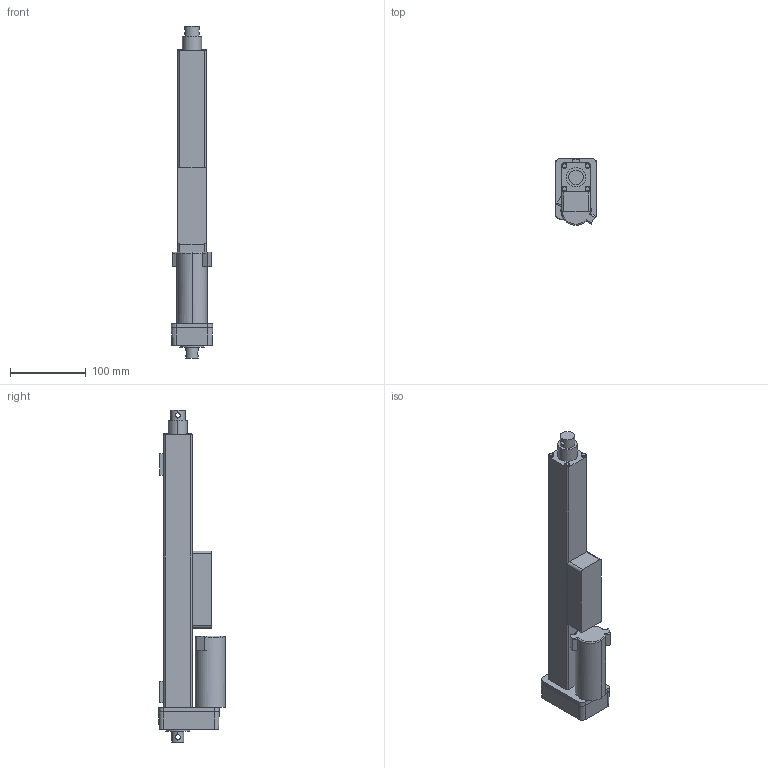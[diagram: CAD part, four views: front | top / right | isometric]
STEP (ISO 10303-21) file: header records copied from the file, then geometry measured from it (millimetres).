
FILE_DESCRIPTION (( 'STEP AP203' ), '1' );
FILE_NAME ('6530K113.step', '2014-05-30T18:24:28', ( '' ), ( '' ), 'SwSTEP 2.0', 'SolidWorks 2012', '' );
FILE_SCHEMA (( 'CONFIG_CONTROL_DESIGN' ));
Length unit declared in the file: inch
Products named in the file (1): 6530K113
Bounding box: 54.61 x 88.27 x 438.15 mm (x, y, z)
Volume: 879723.3 mm3; surface area: 108769.5 mm2
Topology: 10 solids, 10 shells, 109 faces, 238 edges, 149 vertices
Faces by surface type: plane 60, cylinder 30, torus 11, cone 8
Entity records: 3317 total; most frequent: CARTESIAN_POINT 805, DIRECTION 530, ORIENTED_EDGE 476, EDGE_CURVE 238, AXIS2_PLACEMENT_3D 194, VERTEX_POINT 149, VECTOR 142, LINE 142
